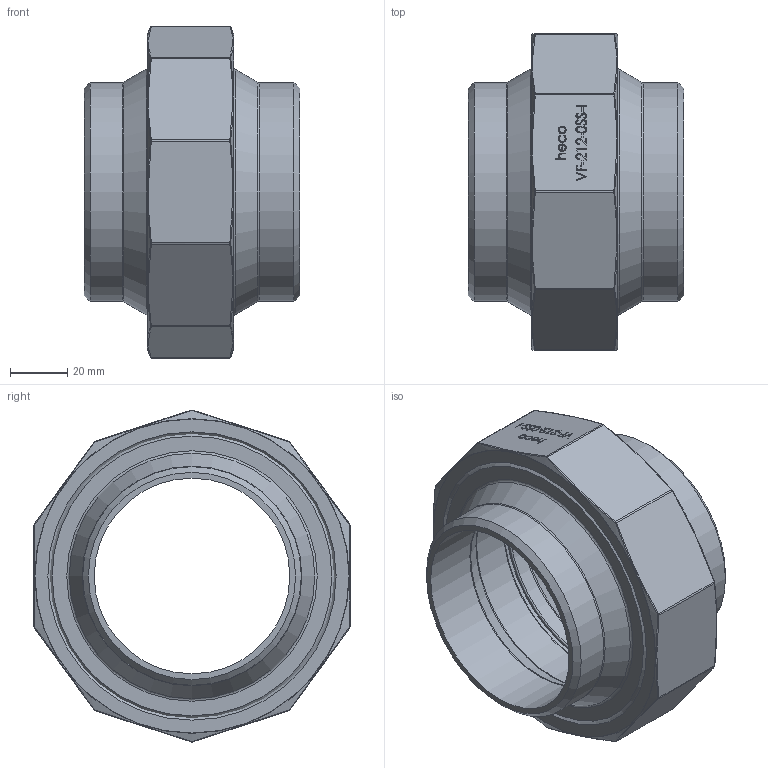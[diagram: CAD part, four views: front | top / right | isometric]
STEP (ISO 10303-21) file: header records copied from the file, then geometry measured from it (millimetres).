
FILE_DESCRIPTION (( 'STEP AP214' ), '1' );
FILE_NAME ('VF-212-0SS-I Verschraubung flach 2109.STEP', '2021-09-27T08:41:26', ( '' ), ( '' ), 'SwSTEP 2.0', 'SolidWorks 2019', '' );
FILE_SCHEMA (( 'AUTOMOTIVE_DESIGN' ));
Length unit declared in the file: millimetre
Products named in the file (1): VF-212-0SS-I Verschraubung flach 2109
Bounding box: 75 x 110 x 115.56 mm (x, y, z)
Volume: 216942.8 mm3; surface area: 78792 mm2
Topology: 4 solids, 4 shells, 288 faces, 713 edges, 456 vertices
Faces by surface type: bspline 126, plane 109, cylinder 23, torus 19, cone 11
Full cylindrical faces by diameter (mm): 68.1 x2, 75.5 x2, 76.1 x2, 78 x1, 91 x1, 92 x1, 96 x1, 96.5 x1, 97.37 x1, 100.33 x1
Entity records: 16655 total; most frequent: CARTESIAN_POINT 7693, ORIENTED_EDGE 1312, DIRECTION 824, EDGE_CURVE 656, VERTEX_POINT 442, EDGE_LOOP 362, FACE_OUTER_BOUND 320, VECTOR 310
